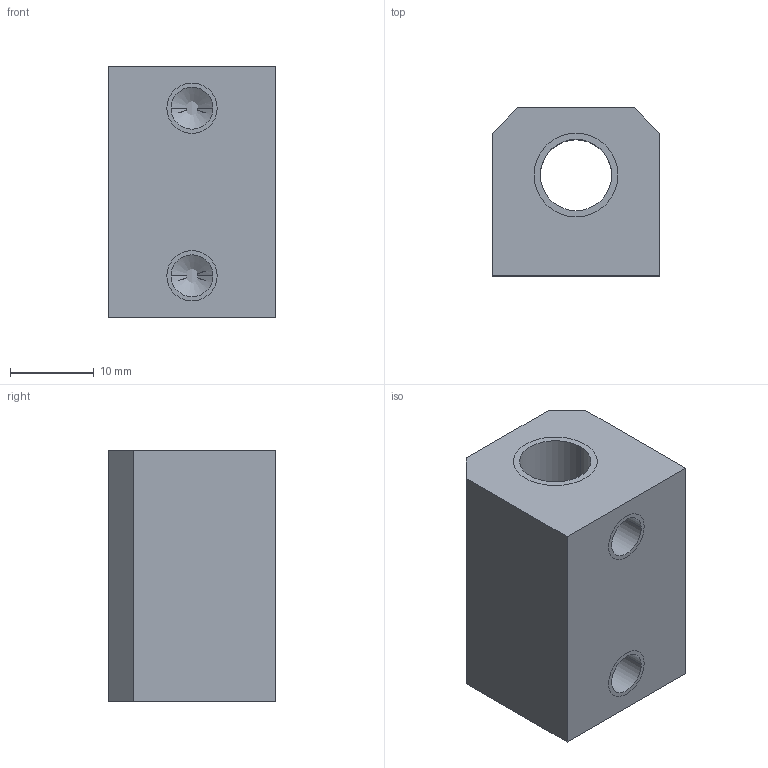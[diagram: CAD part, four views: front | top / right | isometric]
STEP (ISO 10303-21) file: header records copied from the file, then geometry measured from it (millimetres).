
FILE_DESCRIPTION((''),'2;1');
FILE_NAME('PLOT_AZ','2021-10-06T17:29:43',('laure'),(''),'CREO PARAMETRIC BY PTC INC, 2020281','CREO PARAMETRIC BY PTC INC, 2020281','');
FILE_SCHEMA(('CONFIG_CONTROL_DESIGN'));
Length unit declared in the file: millimetre
Products named in the file (1): PLOT_AZ
Bounding box: 20 x 20 x 30 mm (x, y, z)
Volume: 9772.4 mm3; surface area: 5145.2 mm2
Topology: 1 solids, 4 shells, 26 faces, 66 edges, 42 vertices
Faces by surface type: cylinder 12, plane 10, cone 4
Entity records: 812 total; most frequent: DIRECTION 144, CARTESIAN_POINT 131, ORIENTED_EDGE 112, EDGE_CURVE 62, AXIS2_PLACEMENT_3D 55, VERTEX_POINT 42, VECTOR 34, LINE 34
